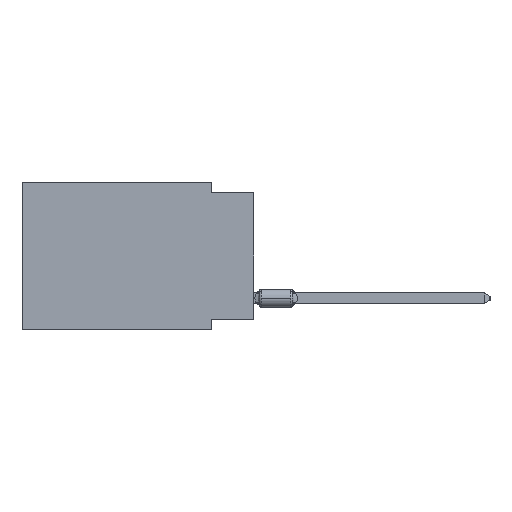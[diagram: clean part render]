
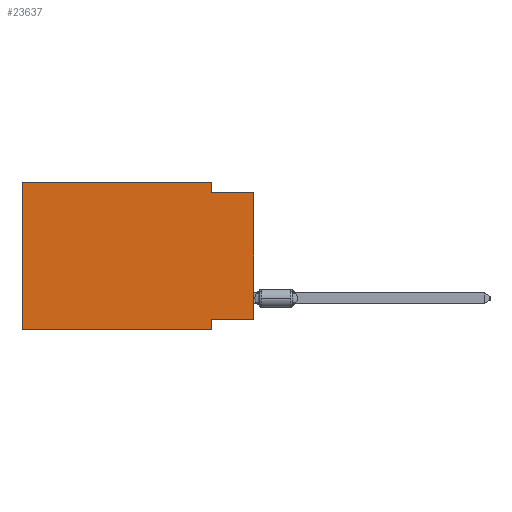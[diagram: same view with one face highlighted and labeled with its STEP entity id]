
A CAD part, left-side view. The second image highlights one B-rep face of the part: STEP entity #23637.
In plain terms, the highlighted planar face has unit normal (-1, 0, 0).
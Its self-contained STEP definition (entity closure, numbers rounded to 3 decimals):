
#39 = VECTOR ( 'NONE', #1061, 1000. ) ;
#1061 = DIRECTION ( 'NONE',  ( 0., 0., -1. ) ) ;
#1707 = VERTEX_POINT ( 'NONE', #33789 ) ;
#1752 = CARTESIAN_POINT ( 'NONE',  ( 0., 13.97, -8.89 ) ) ;
#1828 = EDGE_CURVE ( 'NONE', #4391, #19151, #18206, .T. ) ;
#2158 = EDGE_CURVE ( 'NONE', #1707, #9337, #27251, .T. ) ;
#2396 = DIRECTION ( 'NONE',  ( 0., -1., 0. ) ) ;
#2915 = CARTESIAN_POINT ( 'NONE',  ( 0., 0., -0.635 ) ) ;
#3599 = LINE ( 'NONE', #36086, #35696 ) ;
#4002 = EDGE_CURVE ( 'NONE', #9337, #26623, #42656, .T. ) ;
#4064 = VERTEX_POINT ( 'NONE', #38755 ) ;
#4391 = VERTEX_POINT ( 'NONE', #39337 ) ;
#4740 = CARTESIAN_POINT ( 'NONE',  ( 0., 0., -8.255 ) ) ;
#5742 = VECTOR ( 'NONE', #28317, 1000. ) ;
#7730 = ORIENTED_EDGE ( 'NONE', *, *, #16238, .T. ) ;
#7857 = ORIENTED_EDGE ( 'NONE', *, *, #2158, .F. ) ;
#8182 = CARTESIAN_POINT ( 'NONE',  ( 0., 2.54, -8.89 ) ) ;
#8983 = DIRECTION ( 'NONE',  ( 0., 0., 1. ) ) ;
#9337 = VERTEX_POINT ( 'NONE', #41334 ) ;
#11225 = LINE ( 'NONE', #17084, #37505 ) ;
#11462 = CARTESIAN_POINT ( 'NONE',  ( 0., 13.97, 0. ) ) ;
#11561 = EDGE_CURVE ( 'NONE', #4064, #25428, #18153, .T. ) ;
#11998 = ORIENTED_EDGE ( 'NONE', *, *, #1828, .T. ) ;
#13816 = CARTESIAN_POINT ( 'NONE',  ( 0., 2.54, 0. ) ) ;
#14413 = CARTESIAN_POINT ( 'NONE',  ( 0., 13.97, 0. ) ) ;
#14915 = DIRECTION ( 'NONE',  ( 1., 0., 0. ) ) ;
#16238 = EDGE_CURVE ( 'NONE', #4064, #26623, #3599, .T. ) ;
#17023 = DIRECTION ( 'NONE',  ( 0., 0., 1. ) ) ;
#17084 = CARTESIAN_POINT ( 'NONE',  ( 0., 13.97, 0. ) ) ;
#17086 = EDGE_CURVE ( 'NONE', #25428, #19151, #34577, .T. ) ;
#17313 = AXIS2_PLACEMENT_3D ( 'NONE', #11462, #14915, #41335 ) ;
#17671 = VECTOR ( 'NONE', #28510, 1000. ) ;
#18153 = LINE ( 'NONE', #4740, #5742 ) ;
#18206 = LINE ( 'NONE', #1752, #35582 ) ;
#18772 = CARTESIAN_POINT ( 'NONE',  ( 0., 2.54, -8.89 ) ) ;
#19151 = VERTEX_POINT ( 'NONE', #18772 ) ;
#19920 = EDGE_LOOP ( 'NONE', ( #7730, #33458, #7857, #38838, #40098, #11998, #30580, #28874 ) ) ;
#21541 = LINE ( 'NONE', #25432, #33293 ) ;
#23637 = ADVANCED_FACE ( 'NONE', ( #41772 ), #31811, .F. ) ;
#25428 = VERTEX_POINT ( 'NONE', #35686 ) ;
#25432 = CARTESIAN_POINT ( 'NONE',  ( 0., 13.97, 0. ) ) ;
#26460 = VERTEX_POINT ( 'NONE', #14413 ) ;
#26623 = VERTEX_POINT ( 'NONE', #2915 ) ;
#27251 = LINE ( 'NONE', #13816, #39 ) ;
#28317 = DIRECTION ( 'NONE',  ( 0., 1., 0. ) ) ;
#28510 = DIRECTION ( 'NONE',  ( 0., 0., -1. ) ) ;
#28874 = ORIENTED_EDGE ( 'NONE', *, *, #11561, .F. ) ;
#29440 = EDGE_CURVE ( 'NONE', #4391, #26460, #21541, .T. ) ;
#30580 = ORIENTED_EDGE ( 'NONE', *, *, #17086, .F. ) ;
#31811 = PLANE ( 'NONE',  #17313 ) ;
#32473 = DIRECTION ( 'NONE',  ( 0., -1., 0. ) ) ;
#33293 = VECTOR ( 'NONE', #8983, 1000. ) ;
#33458 = ORIENTED_EDGE ( 'NONE', *, *, #4002, .F. ) ;
#33789 = CARTESIAN_POINT ( 'NONE',  ( 0., 2.54, 0. ) ) ;
#34577 = LINE ( 'NONE', #8182, #17671 ) ;
#35582 = VECTOR ( 'NONE', #2396, 1000. ) ;
#35588 = EDGE_CURVE ( 'NONE', #26460, #1707, #11225, .T. ) ;
#35686 = CARTESIAN_POINT ( 'NONE',  ( 0., 2.54, -8.255 ) ) ;
#35696 = VECTOR ( 'NONE', #17023, 1000. ) ;
#35933 = CARTESIAN_POINT ( 'NONE',  ( 0., 0., -0.635 ) ) ;
#36086 = CARTESIAN_POINT ( 'NONE',  ( 0., 0., 0. ) ) ;
#37431 = DIRECTION ( 'NONE',  ( 0., -1., 0. ) ) ;
#37505 = VECTOR ( 'NONE', #37431, 1000. ) ;
#37773 = VECTOR ( 'NONE', #32473, 1000. ) ;
#38755 = CARTESIAN_POINT ( 'NONE',  ( 0., 0., -8.255 ) ) ;
#38838 = ORIENTED_EDGE ( 'NONE', *, *, #35588, .F. ) ;
#39337 = CARTESIAN_POINT ( 'NONE',  ( 0., 13.97, -8.89 ) ) ;
#40098 = ORIENTED_EDGE ( 'NONE', *, *, #29440, .F. ) ;
#41334 = CARTESIAN_POINT ( 'NONE',  ( 0., 2.54, -0.635 ) ) ;
#41335 = DIRECTION ( 'NONE',  ( 0., 0., -1. ) ) ;
#41772 = FACE_OUTER_BOUND ( 'NONE', #19920, .T. ) ;
#42656 = LINE ( 'NONE', #35933, #37773 ) ;
